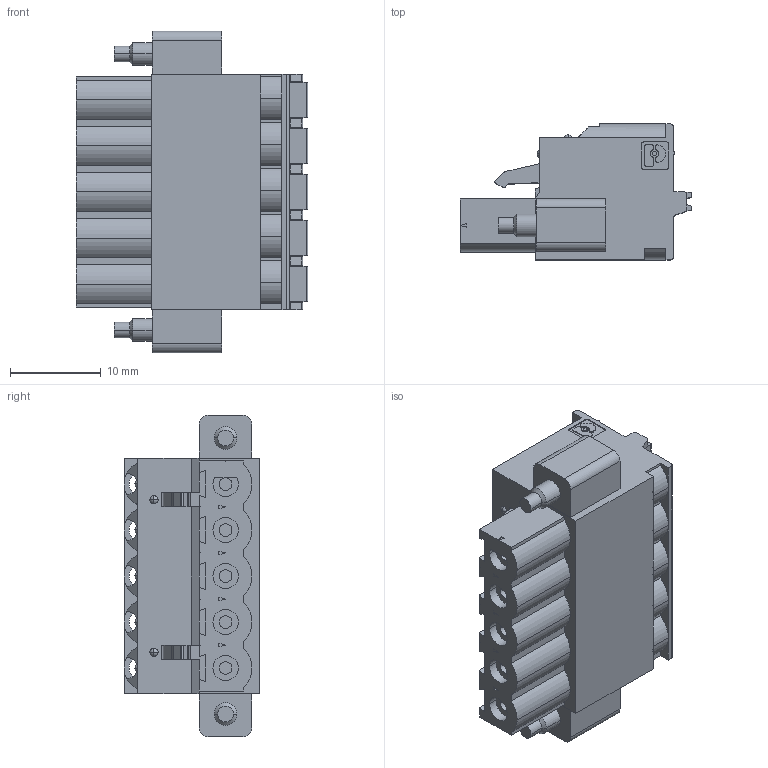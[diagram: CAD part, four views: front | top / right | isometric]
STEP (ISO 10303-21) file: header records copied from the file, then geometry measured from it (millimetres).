
FILE_DESCRIPTION(/* description */ ('Alibre Inc.'),/* implementation_level */ '2;1');
FILE_NAME(/* name */ 'export-0C162ED9-9693-4161-91BD-1E70A184BBFB',/* time_stamp */ '2023-08-10T15:16:29+02:00',/* author */ (''),/* organization */ (''),/* preprocessor_version */ 'ST-DEVELOPER v17',/* originating_system */ 'Alibre',/* authorisation */ '');
FILE_SCHEMA (('AUTOMOTIVE_DESIGN'));
Length unit declared in the file: millimetre
Products named in the file (2): fkc_2.5-5-stf-5.08
Bounding box: 25.6 x 15 x 35.5 mm (x, y, z)
Volume: 6508.8 mm3; surface area: 4045 mm2
Topology: 1 solids, 1 shells, 626 faces, 1603 edges, 1026 vertices
Faces by surface type: plane 345, cylinder 213, sphere 28, cone 24, torus 16
Entity records: 19312 total; most frequent: CARTESIAN_POINT 3257, ORIENTED_EDGE 3206, DIRECTION 3088, EDGE_CURVE 1603, AXIS2_PLACEMENT_3D 1218, VERTEX_POINT 1026, VECTOR 1013, LINE 1013
